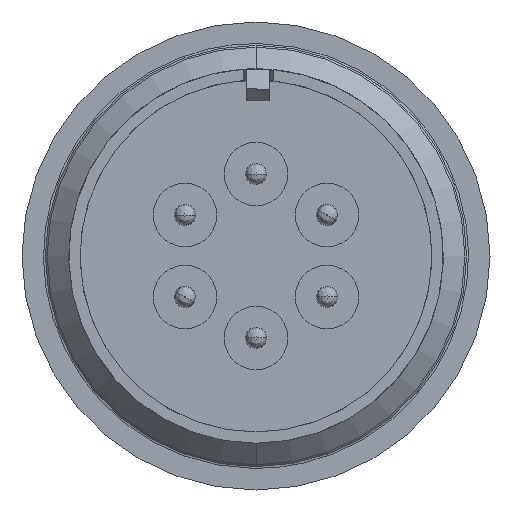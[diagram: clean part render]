
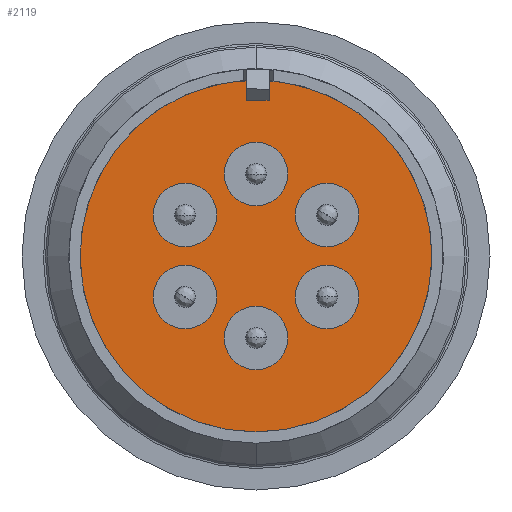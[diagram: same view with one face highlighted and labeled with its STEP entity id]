
A CAD part, front view. The second image highlights one B-rep face of the part: STEP entity #2119.
In plain terms, the highlighted planar face has unit normal (0, -1, 0).
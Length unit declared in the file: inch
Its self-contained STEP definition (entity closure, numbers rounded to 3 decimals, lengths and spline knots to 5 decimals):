
#266 = VERTEX_POINT ( 'NONE', #5718 ) ;
#354 = VERTEX_POINT ( 'NONE', #5698 ) ;
#648 = VERTEX_POINT ( 'NONE', #5583 ) ;
#920 = VERTEX_POINT ( 'NONE', #8312 ) ;
#937 = VERTEX_POINT ( 'NONE', #8302 ) ;
#955 = VERTEX_POINT ( 'NONE', #8149 ) ;
#958 = VERTEX_POINT ( 'NONE', #8128 ) ;
#977 = VERTEX_POINT ( 'NONE', #8103 ) ;
#990 = VERTEX_POINT ( 'NONE', #8226 ) ;
#1042 = VERTEX_POINT ( 'NONE', #8513 ) ;
#1067 = VERTEX_POINT ( 'NONE', #8444 ) ;
#1093 = VERTEX_POINT ( 'NONE', #8091 ) ;
#1131 = VERTEX_POINT ( 'NONE', #8080 ) ;
#1191 = VERTEX_POINT ( 'NONE', #8126 ) ;
#1376 = AXIS2_PLACEMENT_3D ( 'NONE', #6439, #6409, #6403 ) ;
#1389 = AXIS2_PLACEMENT_3D ( 'NONE', #6090, #6141, #6147 ) ;
#1435 = EDGE_CURVE ( 'NONE', #1093, #354, #7209, .T. ) ;
#1445 = AXIS2_PLACEMENT_3D ( 'NONE', #9279, #9273, #9252 ) ;
#1453 = AXIS2_PLACEMENT_3D ( 'NONE', #9272, #9263, #9271 ) ;
#1461 = AXIS2_PLACEMENT_3D ( 'NONE', #6548, #6488, #6513 ) ;
#1483 = AXIS2_PLACEMENT_3D ( 'NONE', #6578, #6596, #6541 ) ;
#1525 = AXIS2_PLACEMENT_3D ( 'NONE', #4247, #4248, #4249 ) ;
#1527 = AXIS2_PLACEMENT_3D ( 'NONE', #4262, #4263, #4264 ) ;
#1885 = ORIENTED_EDGE ( 'NONE', *, *, #6671, .F. ) ;
#1907 = ORIENTED_EDGE ( 'NONE', *, *, #5989, .F. ) ;
#2119 = ADVANCED_FACE ( 'NONE', ( #2544, #2450, #2512, #2559, #2398, #2489, #2473 ), #6145, .F. ) ;
#2319 = AXIS2_PLACEMENT_3D ( 'NONE', #5372, #5371, #5370 ) ;
#2338 = AXIS2_PLACEMENT_3D ( 'NONE', #5358, #5355, #5354 ) ;
#2343 = AXIS2_PLACEMENT_3D ( 'NONE', #5265, #5264, #5263 ) ;
#2398 = FACE_BOUND ( 'NONE', #3702, .T. ) ;
#2450 = FACE_BOUND ( 'NONE', #3607, .T. ) ;
#2473 = FACE_BOUND ( 'NONE', #3334, .T. ) ;
#2489 = FACE_BOUND ( 'NONE', #3410, .T. ) ;
#2512 = FACE_BOUND ( 'NONE', #3636, .T. ) ;
#2544 = FACE_OUTER_BOUND ( 'NONE', #3755, .T. ) ;
#2559 = FACE_BOUND ( 'NONE', #9463, .T. ) ;
#2990 = AXIS2_PLACEMENT_3D ( 'NONE', #5233, #5232, #5231 ) ;
#2998 = AXIS2_PLACEMENT_3D ( 'NONE', #5226, #5225, #5224 ) ;
#2999 = AXIS2_PLACEMENT_3D ( 'NONE', #5140, #5139, #5138 ) ;
#3334 = EDGE_LOOP ( 'NONE', ( #7234, #7217 ) ) ;
#3410 = EDGE_LOOP ( 'NONE', ( #1907, #7244 ) ) ;
#3607 = EDGE_LOOP ( 'NONE', ( #7124, #7177 ) ) ;
#3636 = EDGE_LOOP ( 'NONE', ( #7255, #1885 ) ) ;
#3702 = EDGE_LOOP ( 'NONE', ( #7317, #7313 ) ) ;
#3755 = EDGE_LOOP ( 'NONE', ( #7330, #7193 ) ) ;
#4247 = CARTESIAN_POINT ( 'NONE',  ( -0.18966, 0.39565, -0.1095 ) ) ;
#4248 = DIRECTION ( 'NONE',  ( 0., -1., 0. ) ) ;
#4249 = DIRECTION ( 'NONE',  ( 1., 0., 0. ) ) ;
#4262 = CARTESIAN_POINT ( 'NONE',  ( -0.18966, 0.39565, 0.1095 ) ) ;
#4263 = DIRECTION ( 'NONE',  ( 0., -1., 0. ) ) ;
#4264 = DIRECTION ( 'NONE',  ( 0., 0., -1. ) ) ;
#4596 = CIRCLE ( 'NONE', #1445, 0.085 ) ;
#4612 = CIRCLE ( 'NONE', #9636, 0.51 ) ;
#4688 = CIRCLE ( 'NONE', #1453, 0.085 ) ;
#4989 = CIRCLE ( 'NONE', #1483, 0.085 ) ;
#5064 = CIRCLE ( 'NONE', #1461, 0.085 ) ;
#5138 = DIRECTION ( 'NONE',  ( 0., 0., -1. ) ) ;
#5139 = DIRECTION ( 'NONE',  ( 0., -1., 0. ) ) ;
#5140 = CARTESIAN_POINT ( 'NONE',  ( 0.18966, 0.39565, 0.1095 ) ) ;
#5224 = DIRECTION ( 'NONE',  ( 1., 0., 0. ) ) ;
#5225 = DIRECTION ( 'NONE',  ( 0., -1., 0. ) ) ;
#5226 = CARTESIAN_POINT ( 'NONE',  ( -0.18966, 0.39565, -0.1095 ) ) ;
#5231 = DIRECTION ( 'NONE',  ( 0., 0., -1. ) ) ;
#5232 = DIRECTION ( 'NONE',  ( 0., -1., 0. ) ) ;
#5233 = CARTESIAN_POINT ( 'NONE',  ( 0.18966, 0.39565, -0.1095 ) ) ;
#5263 = DIRECTION ( 'NONE',  ( 0., 0., -1. ) ) ;
#5264 = DIRECTION ( 'NONE',  ( 0., -1., 0. ) ) ;
#5265 = CARTESIAN_POINT ( 'NONE',  ( 0., 0.39565, 0.219 ) ) ;
#5354 = DIRECTION ( 'NONE',  ( 0., 0., -1. ) ) ;
#5355 = DIRECTION ( 'NONE',  ( 0., -1., 0. ) ) ;
#5358 = CARTESIAN_POINT ( 'NONE',  ( -0.18966, 0.39565, 0.1095 ) ) ;
#5370 = DIRECTION ( 'NONE',  ( 0., 0., 1. ) ) ;
#5371 = DIRECTION ( 'NONE',  ( 0., 1., 0. ) ) ;
#5372 = CARTESIAN_POINT ( 'NONE',  ( 0., 0.39565, 0. ) ) ;
#5583 = CARTESIAN_POINT ( 'NONE',  ( -0.10466, 0.39565, -0.1095 ) ) ;
#5607 = DIRECTION ( 'NONE',  ( 0., 0., 1. ) ) ;
#5649 = CARTESIAN_POINT ( 'NONE',  ( 0., 0.39565, 0. ) ) ;
#5698 = CARTESIAN_POINT ( 'NONE',  ( 0., 0.39565, -0.134 ) ) ;
#5718 = CARTESIAN_POINT ( 'NONE',  ( 0., 0.39565, 0.51 ) ) ;
#5721 = DIRECTION ( 'NONE',  ( 0., 1., 0. ) ) ;
#5955 = EDGE_CURVE ( 'NONE', #266, #1042, #6321, .T. ) ;
#5959 = EDGE_CURVE ( 'NONE', #990, #977, #6293, .T. ) ;
#5989 = EDGE_CURVE ( 'NONE', #958, #955, #7979, .T. ) ;
#5997 = EDGE_CURVE ( 'NONE', #1067, #1131, #8022, .T. ) ;
#5999 = EDGE_CURVE ( 'NONE', #648, #937, #7977, .T. ) ;
#6028 = EDGE_CURVE ( 'NONE', #920, #1191, #7970, .T. ) ;
#6090 = CARTESIAN_POINT ( 'NONE',  ( 0., 0.39565, 0. ) ) ;
#6141 = DIRECTION ( 'NONE',  ( 0., 1., 0. ) ) ;
#6145 = PLANE ( 'NONE',  #1389 ) ;
#6147 = DIRECTION ( 'NONE',  ( 0., 0., 1. ) ) ;
#6293 = CIRCLE ( 'NONE', #2338, 0.085 ) ;
#6321 = CIRCLE ( 'NONE', #2319, 0.51 ) ;
#6403 = DIRECTION ( 'NONE',  ( 0., 0., -1. ) ) ;
#6409 = DIRECTION ( 'NONE',  ( 0., -1., 0. ) ) ;
#6439 = CARTESIAN_POINT ( 'NONE',  ( 0., 0.39565, -0.219 ) ) ;
#6488 = DIRECTION ( 'NONE',  ( 0., -1., 0. ) ) ;
#6513 = DIRECTION ( 'NONE',  ( 0., 0., -1. ) ) ;
#6541 = DIRECTION ( 'NONE',  ( 0., 0., -1. ) ) ;
#6548 = CARTESIAN_POINT ( 'NONE',  ( 0., 0.39565, -0.219 ) ) ;
#6578 = CARTESIAN_POINT ( 'NONE',  ( 0., 0.39565, 0.219 ) ) ;
#6596 = DIRECTION ( 'NONE',  ( 0., -1., 0. ) ) ;
#6658 = EDGE_CURVE ( 'NONE', #1042, #266, #4612, .T. ) ;
#6671 = EDGE_CURVE ( 'NONE', #1191, #920, #4596, .T. ) ;
#6685 = EDGE_CURVE ( 'NONE', #1131, #1067, #4688, .T. ) ;
#6701 = EDGE_CURVE ( 'NONE', #354, #1093, #5064, .T. ) ;
#6733 = EDGE_CURVE ( 'NONE', #955, #958, #4989, .T. ) ;
#6811 = EDGE_CURVE ( 'NONE', #937, #648, #9139, .T. ) ;
#6815 = EDGE_CURVE ( 'NONE', #977, #990, #9228, .T. ) ;
#7124 = ORIENTED_EDGE ( 'NONE', *, *, #1435, .F. ) ;
#7177 = ORIENTED_EDGE ( 'NONE', *, *, #6701, .F. ) ;
#7193 = ORIENTED_EDGE ( 'NONE', *, *, #6658, .F. ) ;
#7209 = CIRCLE ( 'NONE', #1376, 0.085 ) ;
#7217 = ORIENTED_EDGE ( 'NONE', *, *, #6685, .F. ) ;
#7234 = ORIENTED_EDGE ( 'NONE', *, *, #5997, .F. ) ;
#7244 = ORIENTED_EDGE ( 'NONE', *, *, #6733, .F. ) ;
#7255 = ORIENTED_EDGE ( 'NONE', *, *, #6028, .F. ) ;
#7313 = ORIENTED_EDGE ( 'NONE', *, *, #6811, .F. ) ;
#7317 = ORIENTED_EDGE ( 'NONE', *, *, #5999, .F. ) ;
#7330 = ORIENTED_EDGE ( 'NONE', *, *, #5955, .F. ) ;
#7335 = ORIENTED_EDGE ( 'NONE', *, *, #5959, .F. ) ;
#7355 = ORIENTED_EDGE ( 'NONE', *, *, #6815, .F. ) ;
#7970 = CIRCLE ( 'NONE', #2999, 0.085 ) ;
#7977 = CIRCLE ( 'NONE', #2998, 0.085 ) ;
#7979 = CIRCLE ( 'NONE', #2343, 0.085 ) ;
#8022 = CIRCLE ( 'NONE', #2990, 0.085 ) ;
#8080 = CARTESIAN_POINT ( 'NONE',  ( 0.18966, 0.39565, -0.0245 ) ) ;
#8091 = CARTESIAN_POINT ( 'NONE',  ( 0., 0.39565, -0.304 ) ) ;
#8103 = CARTESIAN_POINT ( 'NONE',  ( -0.18966, 0.39565, 0.1945 ) ) ;
#8126 = CARTESIAN_POINT ( 'NONE',  ( 0.18966, 0.39565, 0.1945 ) ) ;
#8128 = CARTESIAN_POINT ( 'NONE',  ( 0., 0.39565, 0.134 ) ) ;
#8149 = CARTESIAN_POINT ( 'NONE',  ( 0., 0.39565, 0.304 ) ) ;
#8226 = CARTESIAN_POINT ( 'NONE',  ( -0.18966, 0.39565, 0.0245 ) ) ;
#8302 = CARTESIAN_POINT ( 'NONE',  ( -0.27466, 0.39565, -0.1095 ) ) ;
#8312 = CARTESIAN_POINT ( 'NONE',  ( 0.18966, 0.39565, 0.0245 ) ) ;
#8444 = CARTESIAN_POINT ( 'NONE',  ( 0.18966, 0.39565, -0.1945 ) ) ;
#8513 = CARTESIAN_POINT ( 'NONE',  ( 0., 0.39565, -0.51 ) ) ;
#9139 = CIRCLE ( 'NONE', #1525, 0.085 ) ;
#9228 = CIRCLE ( 'NONE', #1527, 0.085 ) ;
#9252 = DIRECTION ( 'NONE',  ( 0., 0., -1. ) ) ;
#9263 = DIRECTION ( 'NONE',  ( 0., -1., 0. ) ) ;
#9271 = DIRECTION ( 'NONE',  ( 0., 0., -1. ) ) ;
#9272 = CARTESIAN_POINT ( 'NONE',  ( 0.18966, 0.39565, -0.1095 ) ) ;
#9273 = DIRECTION ( 'NONE',  ( 0., -1., 0. ) ) ;
#9279 = CARTESIAN_POINT ( 'NONE',  ( 0.18966, 0.39565, 0.1095 ) ) ;
#9463 = EDGE_LOOP ( 'NONE', ( #7335, #7355 ) ) ;
#9636 = AXIS2_PLACEMENT_3D ( 'NONE', #5649, #5721, #5607 ) ;
